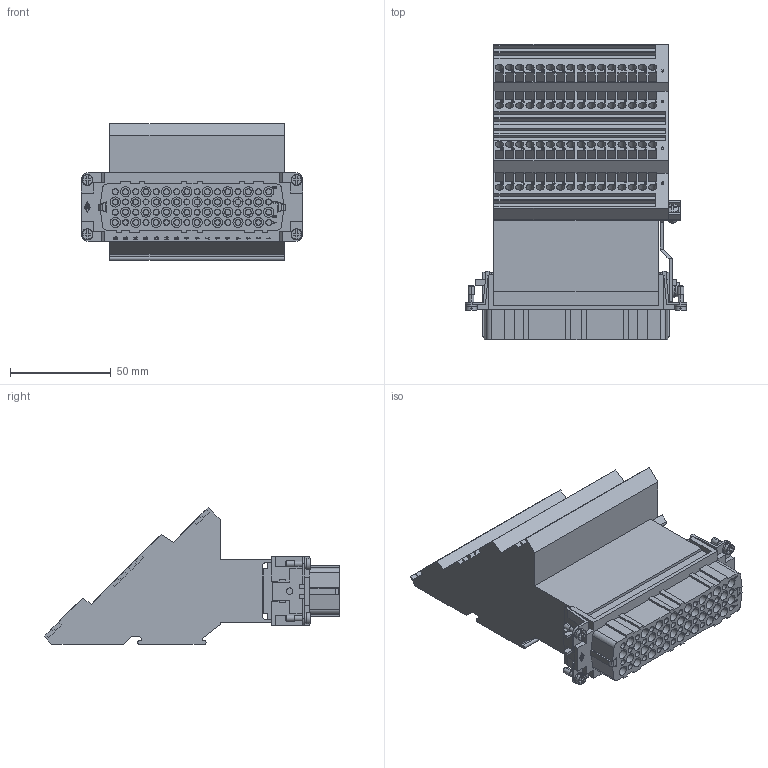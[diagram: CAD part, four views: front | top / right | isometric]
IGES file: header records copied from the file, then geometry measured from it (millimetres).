
Global section: file name: No Iges File Name specified; native system: AutoDesk Inventor R6.1; preprocessor: AutoDesk Inventor Iges Exporter R6.1; author: No Author specified; organization: No Organization specified; date: 20061127.123234; units: millimetre
Bounding box: 110.2 x 147.01 x 68 mm (x, y, z)
Volume: 398259.1 mm3; surface area: 98823.3 mm2
Topology: 3 solids, 3 shells, 3389 faces, 8547 edges, 5665 vertices
Faces by surface type: plane 1754, bspline 981, revolution 468, cylinder 172, sphere 6, torus 4, cone 4
